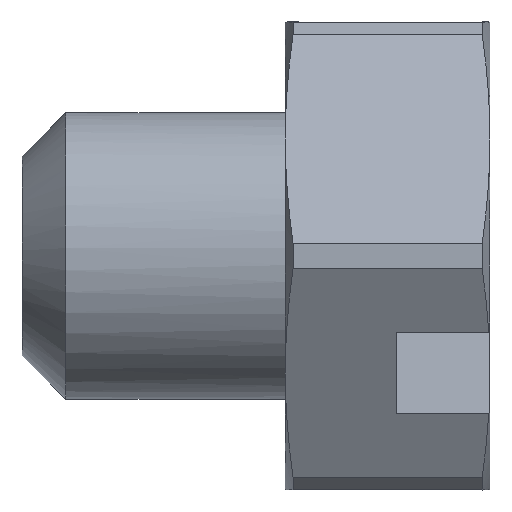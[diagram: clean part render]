
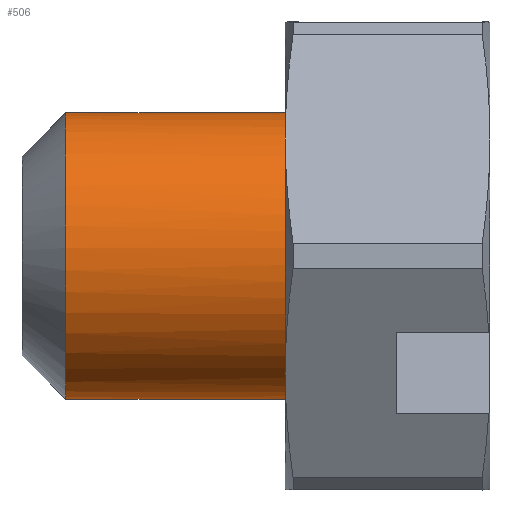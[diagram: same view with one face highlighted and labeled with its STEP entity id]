
A CAD part, left-side view. The second image highlights one B-rep face of the part: STEP entity #506.
In plain terms, the highlighted free-form (B-spline) face has degree [1, 3] with [2, 4] control points.
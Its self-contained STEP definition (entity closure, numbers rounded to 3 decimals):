
#19 = CARTESIAN_POINT ( 'NONE',  ( 0., 7.25, 2.45 ) ) ;
#72 = CARTESIAN_POINT ( 'NONE',  ( -0.64, 3.5, 2.387 ) ) ;
#191 = CARTESIAN_POINT ( 'NONE',  ( -2.14, 3.5, 1.235 ) ) ;
#270 = CARTESIAN_POINT ( 'NONE',  ( -1.96, 3.5, -1.505 ) ) ;
#274 = CARTESIAN_POINT ( 'NONE',  ( 0., 3.5, -2.45 ) ) ;
#317 =( BOUNDED_SURFACE ( )  B_SPLINE_SURFACE ( 1, 3, ( 
 ( #1157, #391, #1262, #591 ),
 ( #627, #516, #1293, #738 ) ),
 .UNSPECIFIED., .F., .F., .F. ) 
 B_SPLINE_SURFACE_WITH_KNOTS ( ( 2, 2 ),
 ( 4, 4 ),
 ( 0., 1. ),
 ( 0., 1. ),
 .UNSPECIFIED. ) 
 GEOMETRIC_REPRESENTATION_ITEM ( )  RATIONAL_B_SPLINE_SURFACE ( (
 ( 1., 0.333, 0.333, 1.),
 ( 1., 0.333, 0.333, 1.) ) ) 
 REPRESENTATION_ITEM ( '' )  SURFACE ( )  );
#382 = CARTESIAN_POINT ( 'NONE',  ( -1.505, 3.5, -1.96 ) ) ;
#391 = CARTESIAN_POINT ( 'NONE',  ( -4.9, 7.25, 2.45 ) ) ;
#396 = ORIENTED_EDGE ( 'NONE', *, *, #409, .T. ) ;
#409 = EDGE_CURVE ( 'NONE', #976, #930, #595, .T. ) ;
#473 = CARTESIAN_POINT ( 'NONE',  ( 0., 7.25, -2.45 ) ) ;
#506 = ADVANCED_FACE ( 'NONE', ( #1162 ), #317, .F. ) ;
#516 = CARTESIAN_POINT ( 'NONE',  ( -4.9, 3.5, 2.45 ) ) ;
#562 = CARTESIAN_POINT ( 'NONE',  ( 0., 7.25, 2.45 ) ) ;
#565 = CARTESIAN_POINT ( 'NONE',  ( -4.9, 7.25, 2.45 ) ) ;
#568 = CARTESIAN_POINT ( 'NONE',  ( 0., 7.25, -2.45 ) ) ;
#589 = CARTESIAN_POINT ( 'NONE',  ( 0., 7.25, 2.45 ) ) ;
#591 = CARTESIAN_POINT ( 'NONE',  ( 0., 7.25, -2.45 ) ) ;
#595 = B_SPLINE_CURVE_WITH_KNOTS ( 'NONE', 1,
 ( #1009, #589 ),
 .UNSPECIFIED., .F., .F.,
 ( 2, 2 ),
 ( -1., 0. ),
 .UNSPECIFIED. ) ;
#602 = CARTESIAN_POINT ( 'NONE',  ( -1.235, 3.5, -2.14 ) ) ;
#608 = CARTESIAN_POINT ( 'NONE',  ( -2.45, 3.5, -0.322 ) ) ;
#620 = CARTESIAN_POINT ( 'NONE',  ( -2.45, 3.5, 0.322 ) ) ;
#627 = CARTESIAN_POINT ( 'NONE',  ( 0., 3.5, 2.45 ) ) ;
#649 = EDGE_CURVE ( 'NONE', #840, #930, #755, .T. ) ;
#710 = CARTESIAN_POINT ( 'NONE',  ( 0., 3.5, -2.45 ) ) ;
#725 = CARTESIAN_POINT ( 'NONE',  ( -0.64, 3.5, -2.387 ) ) ;
#729 = CARTESIAN_POINT ( 'NONE',  ( -0.322, 3.5, 2.45 ) ) ;
#735 = EDGE_CURVE ( 'NONE', #840, #1337, #753, .T. ) ;
#738 = CARTESIAN_POINT ( 'NONE',  ( 0., 3.5, -2.45 ) ) ;
#753 = B_SPLINE_CURVE_WITH_KNOTS ( 'NONE', 1,
 ( #473, #710 ),
 .UNSPECIFIED., .F., .F.,
 ( 2, 2 ),
 ( -1., 0. ),
 .UNSPECIFIED. ) ;
#755 =( BOUNDED_CURVE ( )  B_SPLINE_CURVE ( 3, ( #568, #984, #565, #562 ),
 .UNSPECIFIED., .F., .T. ) 
 B_SPLINE_CURVE_WITH_KNOTS ( ( 4, 4 ),
 ( -3.142, 0. ),
 .UNSPECIFIED. ) 
 CURVE ( )  GEOMETRIC_REPRESENTATION_ITEM ( )  RATIONAL_B_SPLINE_CURVE ( ( 1., 0.333, 0.333, 1. ) ) 
 REPRESENTATION_ITEM ( '' )  );
#764 = EDGE_CURVE ( 'NONE', #976, #1337, #1415, .T. ) ;
#821 = CARTESIAN_POINT ( 'NONE',  ( -2.387, 3.5, -0.64 ) ) ;
#834 = CARTESIAN_POINT ( 'NONE',  ( -1.96, 3.5, 1.505 ) ) ;
#840 = VERTEX_POINT ( 'NONE', #1183 ) ;
#917 = CARTESIAN_POINT ( 'NONE',  ( -0.322, 3.5, -2.45 ) ) ;
#930 = VERTEX_POINT ( 'NONE', #19 ) ;
#976 = VERTEX_POINT ( 'NONE', #1106 ) ;
#984 = CARTESIAN_POINT ( 'NONE',  ( -4.9, 7.25, -2.45 ) ) ;
#1008 = EDGE_LOOP ( 'NONE', ( #1010, #1236, #1065, #396 ) ) ;
#1009 = CARTESIAN_POINT ( 'NONE',  ( 0., 3.5, 2.45 ) ) ;
#1010 = ORIENTED_EDGE ( 'NONE', *, *, #649, .F. ) ;
#1032 = CARTESIAN_POINT ( 'NONE',  ( -1.505, 3.5, 1.96 ) ) ;
#1059 = CARTESIAN_POINT ( 'NONE',  ( -1.235, 3.5, 2.14 ) ) ;
#1065 = ORIENTED_EDGE ( 'NONE', *, *, #764, .F. ) ;
#1106 = CARTESIAN_POINT ( 'NONE',  ( 0., 3.5, 2.45 ) ) ;
#1147 = CARTESIAN_POINT ( 'NONE',  ( -2.14, 3.5, -1.235 ) ) ;
#1154 = CARTESIAN_POINT ( 'NONE',  ( -2.387, 3.5, 0.64 ) ) ;
#1157 = CARTESIAN_POINT ( 'NONE',  ( 0., 7.25, 2.45 ) ) ;
#1162 = FACE_OUTER_BOUND ( 'NONE', #1008, .T. ) ;
#1183 = CARTESIAN_POINT ( 'NONE',  ( 0., 7.25, -2.45 ) ) ;
#1207 = CARTESIAN_POINT ( 'NONE',  ( 0., 3.5, -2.45 ) ) ;
#1236 = ORIENTED_EDGE ( 'NONE', *, *, #735, .T. ) ;
#1262 = CARTESIAN_POINT ( 'NONE',  ( -4.9, 7.25, -2.45 ) ) ;
#1293 = CARTESIAN_POINT ( 'NONE',  ( -4.9, 3.5, -2.45 ) ) ;
#1337 = VERTEX_POINT ( 'NONE', #1207 ) ;
#1382 = CARTESIAN_POINT ( 'NONE',  ( 0., 3.5, 2.45 ) ) ;
#1415 = B_SPLINE_CURVE_WITH_KNOTS ( 'NONE', 3,
 ( #1382, #729, #72, #1059, #1032, #834, #191, #1154, #620, #608, #821, #1147, #270, #382, #602, #725, #917, #274 ),
 .UNSPECIFIED., .F., .F.,
 ( 4, 2, 2, 2, 2, 2, 2, 2, 4 ),
 ( 0., 0.393, 0.785, 1.178, 1.571, 1.963, 2.356, 2.749, 3.142 ),
 .UNSPECIFIED. ) ;
